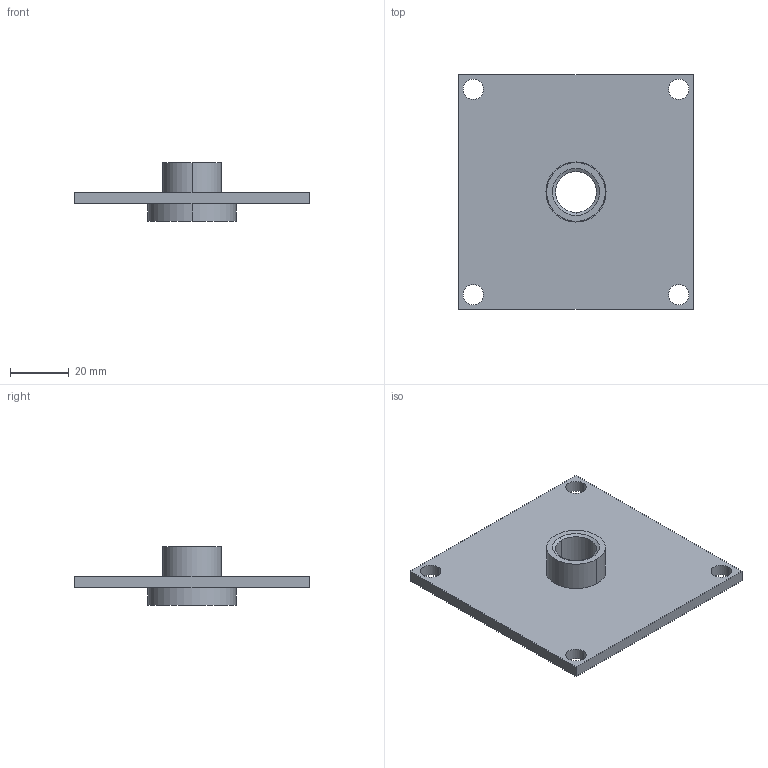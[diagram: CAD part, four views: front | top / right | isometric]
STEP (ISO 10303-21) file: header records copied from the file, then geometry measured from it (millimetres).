
FILE_DESCRIPTION(('Creo Elements/Direct Modeling STEP Export'),'2;1');
FILE_NAME('88.0246.1_Flansch-MMS-88_80x80x30-M16-D20.stp','2022-03-18T14:22:11',(''),(''),'PTC Creo Elements/Direct Modeling STEP processor for AP214 (Solid Model)','PTC Creo Elements/Direct Modeling 19.0C 15-Aug-2015 (C) Parametric Technology GmbH','');
FILE_SCHEMA(('AUTOMOTIVE_DESIGN { 1 0 10303 214 1 1 1 1 }'));
Length unit declared in the file: millimetre
Products named in the file (3): Flanschmutter-MMS-55_M16_96.5018_PX175862.02; Flanschplatte-MMS-88_80x80-Laserschneideteil-t4mm_96.8801_PX175864.02; Flansch-MMS-88_80x80x30-M16-D20_88.0246.1_PX175894
Assembly tree (2 placements, depth 2):
  Flansch-MMS-88_80x80x30-M16-D20_88.0246.1_PX175894
    Flanschplatte-MMS-88_80x80-Laserschneideteil-t4mm_96.8801_PX175864.02
    Flanschmutter-MMS-55_M16_96.5018_PX175862.02
Bounding box: 80 x 80 x 20 mm (x, y, z)
Volume: 29198 mm3; surface area: 17115.9 mm2
Topology: 2 solids, 2 shells, 29 faces, 68 edges, 44 vertices
Faces by surface type: cylinder 16, plane 9, cone 4
Entity records: 871 total; most frequent: ORIENTED_EDGE 136, DIRECTION 132, CARTESIAN_POINT 126, EDGE_CURVE 68, AXIS2_PLACEMENT_3D 50, VERTEX_POINT 44, EDGE_LOOP 42, VECTOR 32
